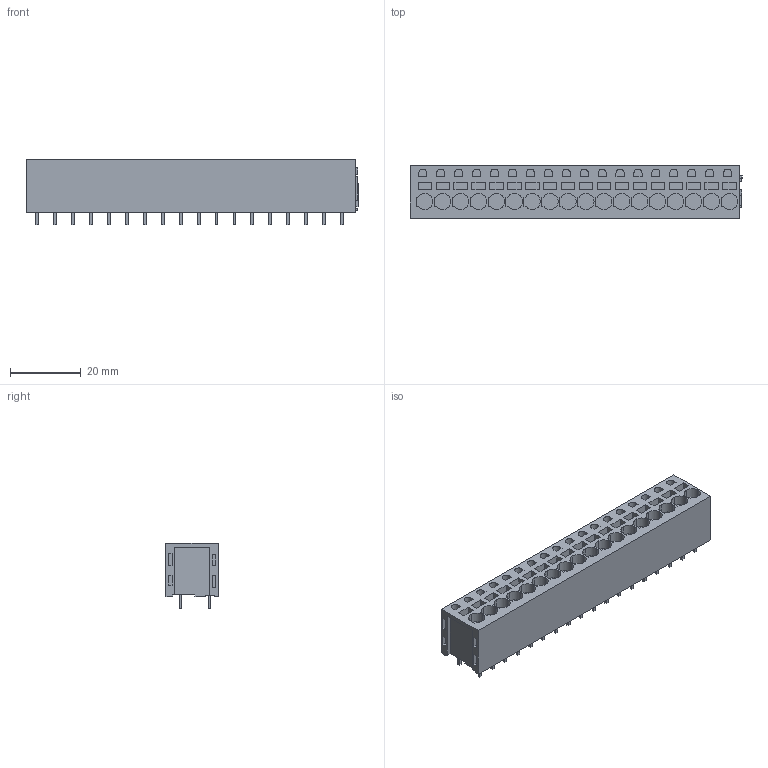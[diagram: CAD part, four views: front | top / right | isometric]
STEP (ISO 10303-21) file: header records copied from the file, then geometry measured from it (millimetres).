
FILE_DESCRIPTION(('CATIA V5 STEP Exchange','CAx-IF Rec.Pracs.--- Model Styling and Organization---1.2---2011-12-15'),'2;1');
FILE_NAME ('D1451916_0', '2018-04-09T13:56:43+00:00', ('none'), ('Weidmueller'), 'CATIA Version 5-6 Release 2014', 'CATIA V5 STEP AP214', 'none');
FILE_SCHEMA(('AUTOMOTIVE_DESIGN { 1 0 10303 214 1 1 1 1 }'));
Length unit declared in the file: millimetre
Products named in the file (1): 1426750000
Bounding box: 94.09 x 14.8 x 18.7 mm (x, y, z)
Volume: 19107.2 mm3; surface area: 8400.1 mm2
Topology: 37 solids, 37 shells, 625 faces, 1455 edges, 970 vertices
Faces by surface type: plane 535, cylinder 90
Entity records: 17188 total; most frequent: CARTESIAN_POINT 3008, ORIENTED_EDGE 2910, DIRECTION 2415, EDGE_CURVE 1455, VECTOR 1275, LINE 1275, VERTEX_POINT 970, EDGE_LOOP 691
